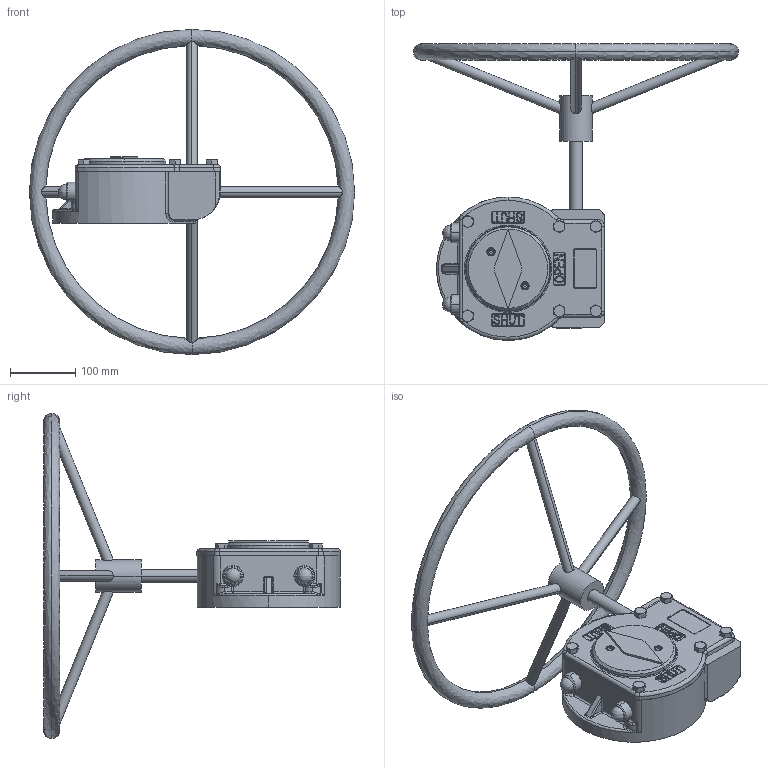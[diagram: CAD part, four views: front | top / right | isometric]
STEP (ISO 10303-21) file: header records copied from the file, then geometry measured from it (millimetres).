
FILE_DESCRIPTION (( 'STEP AP214' ), '1' );
FILE_NAME ('600588.STEP', '2020-05-05T10:41:54', ( '' ), ( '' ), 'SwSTEP 2.0', 'SolidWorks 2019', '' );
FILE_SCHEMA (( 'AUTOMOTIVE_DESIGN' ));
Length unit declared in the file: millimetre
Products named in the file (1): 600588
Bounding box: 500 x 456.31 x 500 mm (x, y, z)
Volume: 4844712 mm3; surface area: 380350.7 mm2
Topology: 1 solids, 1 shells, 607 faces, 1513 edges, 928 vertices
Faces by surface type: plane 274, bspline 129, cylinder 128, cone 74, torus 2
Entity records: 24791 total; most frequent: CARTESIAN_POINT 11440, ORIENTED_EDGE 2974, DIRECTION 2452, EDGE_CURVE 1487, VERTEX_POINT 928, AXIS2_PLACEMENT_3D 862, LINE 728, VECTOR 728
